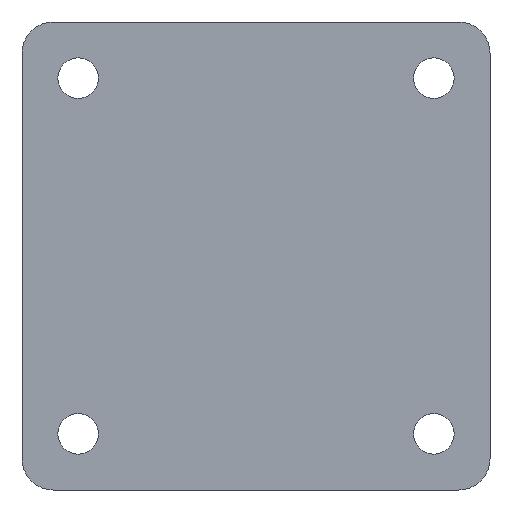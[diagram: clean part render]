
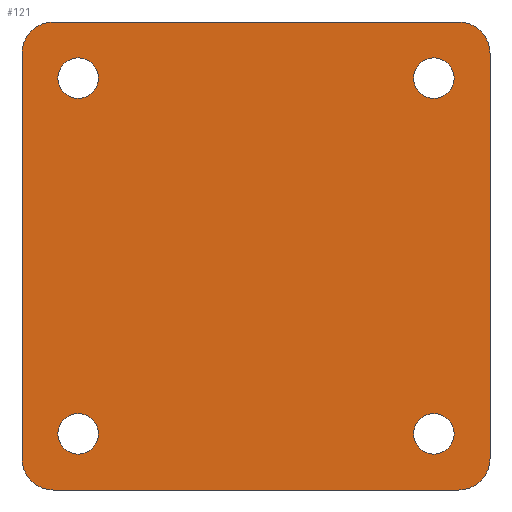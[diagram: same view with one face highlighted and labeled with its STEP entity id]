
A CAD part, front view. The second image highlights one B-rep face of the part: STEP entity #121.
In plain terms, the highlighted planar face has unit normal (0, -1, 0).
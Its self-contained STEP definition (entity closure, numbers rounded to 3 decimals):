
#121 = ADVANCED_FACE( '', ( #287, #288, #289, #290, #291 ), #292, .F. );
#287 = FACE_BOUND( '', #512, .T. );
#288 = FACE_BOUND( '', #513, .T. );
#289 = FACE_BOUND( '', #514, .T. );
#290 = FACE_BOUND( '', #515, .T. );
#291 = FACE_OUTER_BOUND( '', #516, .T. );
#292 = PLANE( '', #517 );
#512 = EDGE_LOOP( '', ( #802 ) );
#513 = EDGE_LOOP( '', ( #803 ) );
#514 = EDGE_LOOP( '', ( #804 ) );
#515 = EDGE_LOOP( '', ( #805 ) );
#516 = EDGE_LOOP( '', ( #806, #807, #808, #809, #810, #811, #812, #813 ) );
#517 = AXIS2_PLACEMENT_3D( '', #814, #815, #816 );
#802 = ORIENTED_EDGE( '', *, *, #1333, .T. );
#803 = ORIENTED_EDGE( '', *, *, #1323, .T. );
#804 = ORIENTED_EDGE( '', *, *, #1334, .T. );
#805 = ORIENTED_EDGE( '', *, *, #1300, .T. );
#806 = ORIENTED_EDGE( '', *, *, #1335, .F. );
#807 = ORIENTED_EDGE( '', *, *, #1289, .F. );
#808 = ORIENTED_EDGE( '', *, *, #1336, .F. );
#809 = ORIENTED_EDGE( '', *, *, #1337, .F. );
#810 = ORIENTED_EDGE( '', *, *, #1318, .F. );
#811 = ORIENTED_EDGE( '', *, *, #1309, .F. );
#812 = ORIENTED_EDGE( '', *, *, #1338, .F. );
#813 = ORIENTED_EDGE( '', *, *, #1339, .F. );
#814 = CARTESIAN_POINT( '', ( -32.5, 0., -32.5 ) );
#815 = DIRECTION( '', ( 0., 1., 0. ) );
#816 = DIRECTION( '', ( 0., 0., 1. ) );
#1289 = EDGE_CURVE( '', #1536, #1537, #1538, .T. );
#1300 = EDGE_CURVE( '', #1556, #1556, #1557, .T. );
#1309 = EDGE_CURVE( '', #1568, #1569, #1570, .T. );
#1318 = EDGE_CURVE( '', #1569, #1583, #1584, .T. );
#1323 = EDGE_CURVE( '', #1591, #1591, #1592, .T. );
#1333 = EDGE_CURVE( '', #1608, #1608, #1609, .T. );
#1334 = EDGE_CURVE( '', #1610, #1610, #1611, .T. );
#1335 = EDGE_CURVE( '', #1537, #1612, #1613, .T. );
#1336 = EDGE_CURVE( '', #1614, #1536, #1615, .T. );
#1337 = EDGE_CURVE( '', #1583, #1614, #1616, .T. );
#1338 = EDGE_CURVE( '', #1617, #1568, #1618, .T. );
#1339 = EDGE_CURVE( '', #1612, #1617, #1619, .T. );
#1536 = VERTEX_POINT( '', #1895 );
#1537 = VERTEX_POINT( '', #1896 );
#1538 = LINE( '', #1897, #1898 );
#1556 = VERTEX_POINT( '', #1923 );
#1557 = CIRCLE( '', #1924, 3.25 );
#1568 = VERTEX_POINT( '', #1940 );
#1569 = VERTEX_POINT( '', #1941 );
#1570 = LINE( '', #1942, #1943 );
#1583 = VERTEX_POINT( '', #1962 );
#1584 = CIRCLE( '', #1963, 5. );
#1591 = VERTEX_POINT( '', #1971 );
#1592 = CIRCLE( '', #1972, 3.25 );
#1608 = VERTEX_POINT( '', #1992 );
#1609 = CIRCLE( '', #1993, 3.25 );
#1610 = VERTEX_POINT( '', #1994 );
#1611 = CIRCLE( '', #1995, 3.25 );
#1612 = VERTEX_POINT( '', #1996 );
#1613 = CIRCLE( '', #1997, 5. );
#1614 = VERTEX_POINT( '', #1998 );
#1615 = CIRCLE( '', #1999, 5. );
#1616 = LINE( '', #2000, #2001 );
#1617 = VERTEX_POINT( '', #2002 );
#1618 = CIRCLE( '', #2003, 5. );
#1619 = LINE( '', #2004, #2005 );
#1895 = CARTESIAN_POINT( '', ( 32.5, 0., -37.5 ) );
#1896 = CARTESIAN_POINT( '', ( -32.5, 0., -37.5 ) );
#1897 = CARTESIAN_POINT( '', ( 32.5, 0., -37.5 ) );
#1898 = VECTOR( '', #2312, 1000. );
#1923 = CARTESIAN_POINT( '', ( -25.25, 0., -28.5 ) );
#1924 = AXIS2_PLACEMENT_3D( '', #2323, #2324, #2325 );
#1940 = CARTESIAN_POINT( '', ( -32.5, 0., 37.5 ) );
#1941 = CARTESIAN_POINT( '', ( 32.5, 0., 37.5 ) );
#1942 = CARTESIAN_POINT( '', ( -32.5, 0., 37.5 ) );
#1943 = VECTOR( '', #2331, 1000. );
#1962 = CARTESIAN_POINT( '', ( 37.5, 0., 32.5 ) );
#1963 = AXIS2_PLACEMENT_3D( '', #2338, #2339, #2340 );
#1971 = CARTESIAN_POINT( '', ( 31.75, 0., -28.5 ) );
#1972 = AXIS2_PLACEMENT_3D( '', #2348, #2349, #2350 );
#1992 = CARTESIAN_POINT( '', ( 31.75, 0., 28.5 ) );
#1993 = AXIS2_PLACEMENT_3D( '', #2361, #2362, #2363 );
#1994 = CARTESIAN_POINT( '', ( -25.25, 0., 28.5 ) );
#1995 = AXIS2_PLACEMENT_3D( '', #2364, #2365, #2366 );
#1996 = CARTESIAN_POINT( '', ( -37.5, 0., -32.5 ) );
#1997 = AXIS2_PLACEMENT_3D( '', #2367, #2368, #2369 );
#1998 = CARTESIAN_POINT( '', ( 37.5, 0., -32.5 ) );
#1999 = AXIS2_PLACEMENT_3D( '', #2370, #2371, #2372 );
#2000 = CARTESIAN_POINT( '', ( 37.5, 0., 32.5 ) );
#2001 = VECTOR( '', #2373, 1000. );
#2002 = CARTESIAN_POINT( '', ( -37.5, 0., 32.5 ) );
#2003 = AXIS2_PLACEMENT_3D( '', #2374, #2375, #2376 );
#2004 = CARTESIAN_POINT( '', ( -37.5, 0., -32.5 ) );
#2005 = VECTOR( '', #2377, 1000. );
#2312 = DIRECTION( '', ( -1., 0., 0. ) );
#2323 = CARTESIAN_POINT( '', ( -28.5, 0., -28.5 ) );
#2324 = DIRECTION( '', ( 0., 1., 0. ) );
#2325 = DIRECTION( '', ( 1., 0., 0. ) );
#2331 = DIRECTION( '', ( 1., 0., 0. ) );
#2338 = CARTESIAN_POINT( '', ( 32.5, 0., 32.5 ) );
#2339 = DIRECTION( '', ( 0., 1., 0. ) );
#2340 = DIRECTION( '', ( 1., 0., 0. ) );
#2348 = CARTESIAN_POINT( '', ( 28.5, 0., -28.5 ) );
#2349 = DIRECTION( '', ( 0., 1., 0. ) );
#2350 = DIRECTION( '', ( 1., 0., 0. ) );
#2361 = CARTESIAN_POINT( '', ( 28.5, 0., 28.5 ) );
#2362 = DIRECTION( '', ( 0., 1., 0. ) );
#2363 = DIRECTION( '', ( 1., 0., 0. ) );
#2364 = CARTESIAN_POINT( '', ( -28.5, 0., 28.5 ) );
#2365 = DIRECTION( '', ( 0., 1., 0. ) );
#2366 = DIRECTION( '', ( 1., 0., 0. ) );
#2367 = CARTESIAN_POINT( '', ( -32.5, 0., -32.5 ) );
#2368 = DIRECTION( '', ( 0., 1., 0. ) );
#2369 = DIRECTION( '', ( 1., 0., 0. ) );
#2370 = CARTESIAN_POINT( '', ( 32.5, 0., -32.5 ) );
#2371 = DIRECTION( '', ( 0., 1., 0. ) );
#2372 = DIRECTION( '', ( 1., 0., 0. ) );
#2373 = DIRECTION( '', ( 0., 0., -1. ) );
#2374 = CARTESIAN_POINT( '', ( -32.5, 0., 32.5 ) );
#2375 = DIRECTION( '', ( 0., 1., 0. ) );
#2376 = DIRECTION( '', ( 1., 0., 0. ) );
#2377 = DIRECTION( '', ( 0., 0., 1. ) );
